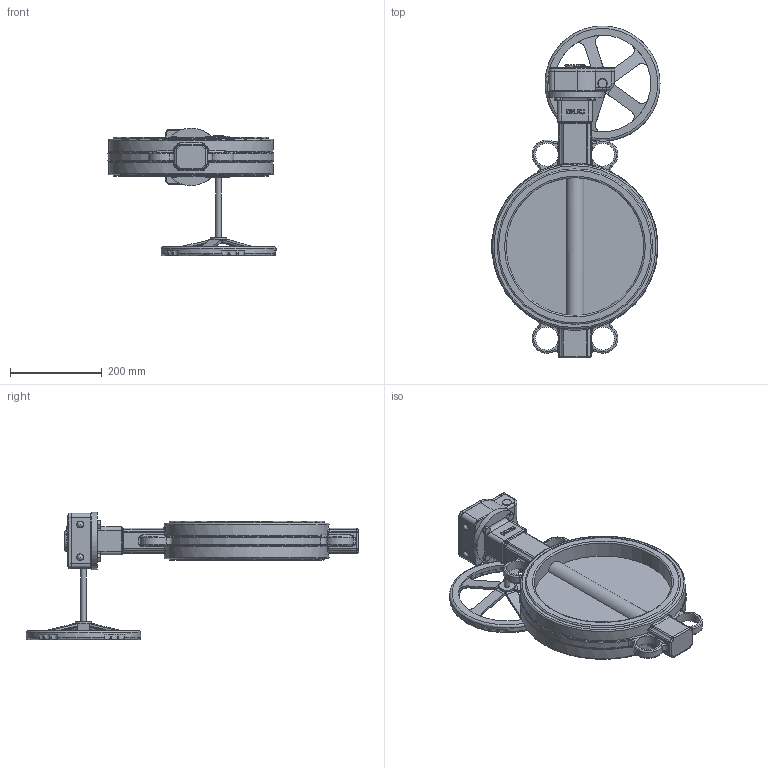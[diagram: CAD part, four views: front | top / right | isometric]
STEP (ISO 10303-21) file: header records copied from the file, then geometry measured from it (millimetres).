
FILE_DESCRIPTION(/* description */ (''),/* implementation_level */ '2;1');
FILE_NAME(/* name */ 'DN300_3D_STEP.stp',/* time_stamp */ '2025-01-31T16:38:30+03:00',/* author */ ('igorr'),/* organization */ (''),/* preprocessor_version */ 'ST-DEVELOPER v20',/* originating_system */ 'Autodesk Inventor 2025',/* authorisation */ '');
FILE_SCHEMA (('AUTOMOTIVE_DESIGN { 1 0 10303 214 3 1 1 }'));
Products named in the file (7): Сборка; Деталь; Сборка_1; Деталь 2; Деталь1; BS 4168 - M8 x 16; AS 1110 - M10 x 16
Assembly tree (12 placements, depth 3):
  Сборка
    Деталь
    Сборка_1
      Деталь 2
      Деталь1
      BS 4168 - M8 x 16  x4
    AS 1110 - M10 x 16  x4
Bounding box: 365.35 x 722 x 277.5 mm (x, y, z)
Volume: 5676382.9 mm3; surface area: 677576.4 mm2
Topology: 12 solids, 12 shells, 2002 faces, 4767 edges, 2835 vertices
Faces by surface type: plane 605, cylinder 579, bspline 417, torus 246, sphere 101, cone 54
Full cylindrical faces by diameter (mm): 5 x6, 6 x2, 8 x8, 10 x9, 12 x5, 15 x2, 16 x8, 20 x1, 20.4 x1, 32.7 x1, 35 x1, 40 x1, 43 x1, 44 x1, 45 x1, 50 x4, 125 x1, 210 x1, 250 x1, 300 x1, 338 x2, 358 x2
Entity records: 71099 total; most frequent: CARTESIAN_POINT 26840, ORIENTED_EDGE 9020, DIRECTION 8455, EDGE_CURVE 4510, AXIS2_PLACEMENT_3D 3299, VERTEX_POINT 2685, EDGE_LOOP 1985, FACE_OUTER_BOUND 1891
